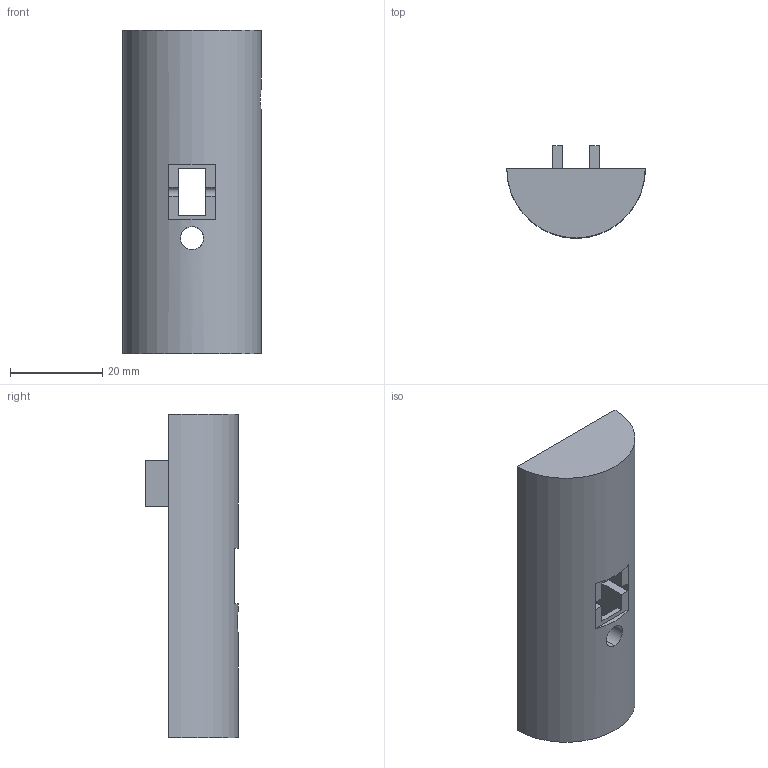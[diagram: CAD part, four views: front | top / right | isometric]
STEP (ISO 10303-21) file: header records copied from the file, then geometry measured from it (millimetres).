
FILE_DESCRIPTION (( 'STEP AP214' ), '1' );
FILE_NAME ('Armason.STEP', '2019-04-01T21:47:31', ( 'MariaConsuegra' ), ( '' ), 'SwSTEP 2.0', 'SolidWorks 2015', '' );
FILE_SCHEMA (( 'AUTOMOTIVE_DESIGN' ));
Length unit declared in the file: millimetre
Products named in the file (1): Armason
Bounding box: 30 x 20 x 70 mm (x, y, z)
Volume: 17956.3 mm3; surface area: 7922.2 mm2
Topology: 1 solids, 1 shells, 64 faces, 184 edges, 122 vertices
Faces by surface type: plane 44, cylinder 20
Entity records: 2220 total; most frequent: CARTESIAN_POINT 468, ORIENTED_EDGE 368, DIRECTION 346, EDGE_CURVE 184, VECTOR 142, LINE 142, VERTEX_POINT 122, AXIS2_PLACEMENT_3D 102
